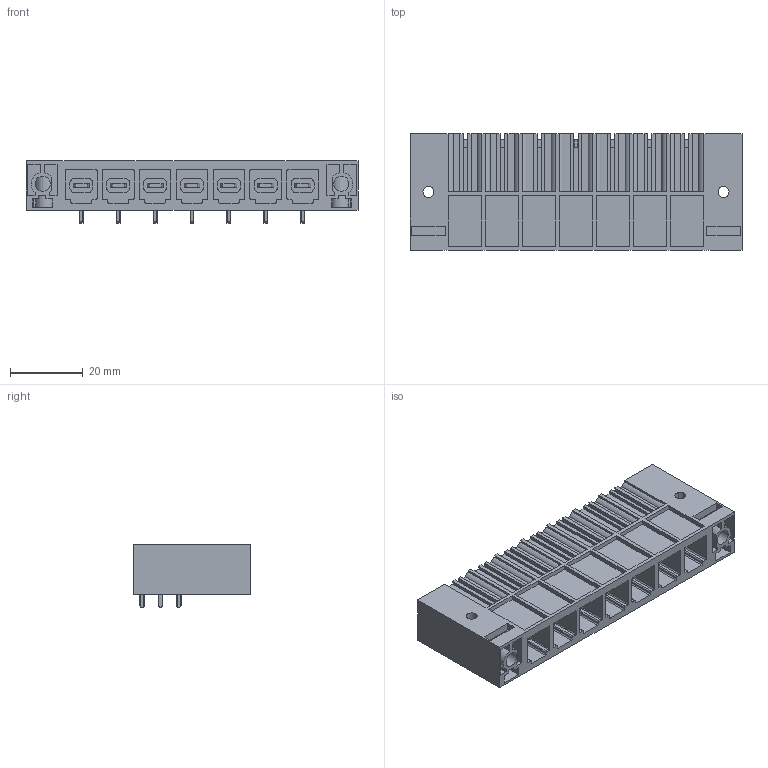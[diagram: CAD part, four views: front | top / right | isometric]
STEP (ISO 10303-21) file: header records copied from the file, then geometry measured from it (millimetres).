
FILE_DESCRIPTION(('CATIA V5 STEP Exchange','CAx-IF Rec.Pracs.--- Model Styling and Organization---1.2---2011-12-15'),'2;1');
FILE_NAME ('D1456697_0_1813780000_1813780000.stp','2018-11-28T09:34:49+00:00',('none'),('Weidmueller'),'CATIA Version 5-6 Release 2014','CATIA V5 STEP AP214','none');
FILE_SCHEMA(('AUTOMOTIVE_DESIGN { 1 0 10303 214 1 1 1 1 }'));
Length unit declared in the file: millimetre
Products named in the file (1): 1813780000
Bounding box: 91.44 x 32 x 17.2 mm (x, y, z)
Volume: 18399.7 mm3; surface area: 28362.8 mm2
Topology: 8 solids, 8 shells, 1181 faces, 3384 edges, 2256 vertices
Faces by surface type: plane 993, cylinder 188
Entity records: 34822 total; most frequent: ORIENTED_EDGE 6768, CARTESIAN_POINT 6640, DIRECTION 4332, EDGE_CURVE 3384, VECTOR 2924, LINE 2924, VERTEX_POINT 2256, EDGE_LOOP 1244
